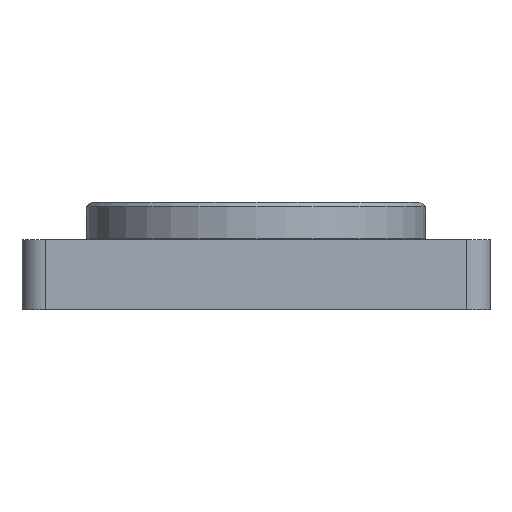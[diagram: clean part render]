
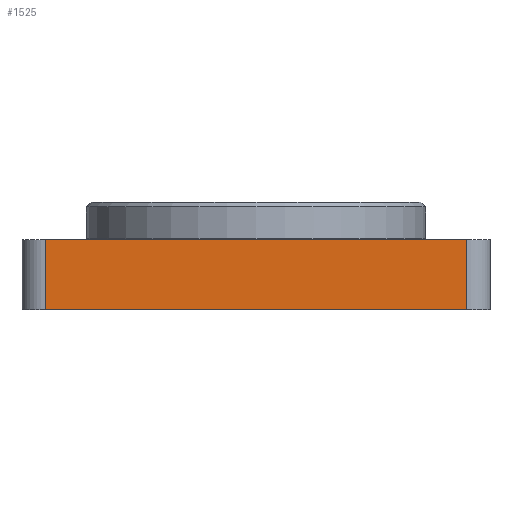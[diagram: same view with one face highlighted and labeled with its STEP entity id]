
A CAD part, front view. The second image highlights one B-rep face of the part: STEP entity #1525.
In plain terms, the highlighted planar face has unit normal (0, -1, 0).
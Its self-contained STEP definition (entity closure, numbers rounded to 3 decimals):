
#145 = DIRECTION ( 'NONE',  ( 1., 0., 0. ) ) ;
#230 = PLANE ( 'NONE',  #1401 ) ;
#232 = CARTESIAN_POINT ( 'NONE',  ( 50., -46., 15. ) ) ;
#236 = FACE_OUTER_BOUND ( 'NONE', #1011, .T. ) ;
#238 = DIRECTION ( 'NONE',  ( 0., 1., 0. ) ) ;
#239 = DIRECTION ( 'NONE',  ( -1., 0., 0. ) ) ;
#348 = LINE ( 'NONE', #353, #1407 ) ;
#353 = CARTESIAN_POINT ( 'NONE',  ( 50., -46., 15. ) ) ;
#534 = CARTESIAN_POINT ( 'NONE',  ( 45., -46., 15. ) ) ;
#567 = CARTESIAN_POINT ( 'NONE',  ( 45., -46., 0. ) ) ;
#574 = CARTESIAN_POINT ( 'NONE',  ( -45., -46., 0. ) ) ;
#603 = CARTESIAN_POINT ( 'NONE',  ( -45., -46., 15. ) ) ;
#611 = VECTOR ( 'NONE', #1202, 1000. ) ;
#639 = VECTOR ( 'NONE', #1257, 1000. ) ;
#640 = VECTOR ( 'NONE', #1260, 1000. ) ;
#676 = VERTEX_POINT ( 'NONE', #603 ) ;
#710 = VERTEX_POINT ( 'NONE', #574 ) ;
#717 = VERTEX_POINT ( 'NONE', #567 ) ;
#750 = VERTEX_POINT ( 'NONE', #534 ) ;
#812 = EDGE_CURVE ( 'NONE', #676, #750, #348, .T. ) ;
#1011 = EDGE_LOOP ( 'NONE', ( #1047, #1053, #1052, #1117 ) ) ;
#1047 = ORIENTED_EDGE ( 'NONE', *, *, #1455, .T. ) ;
#1052 = ORIENTED_EDGE ( 'NONE', *, *, #812, .F. ) ;
#1053 = ORIENTED_EDGE ( 'NONE', *, *, #1474, .T. ) ;
#1117 = ORIENTED_EDGE ( 'NONE', *, *, #1475, .T. ) ;
#1194 = CARTESIAN_POINT ( 'NONE',  ( 50., -46., 0. ) ) ;
#1197 = LINE ( 'NONE', #1194, #611 ) ;
#1202 = DIRECTION ( 'NONE',  ( 1., 0., 0. ) ) ;
#1255 = LINE ( 'NONE', #1256, #639 ) ;
#1256 = CARTESIAN_POINT ( 'NONE',  ( 45., -46., 15. ) ) ;
#1257 = DIRECTION ( 'NONE',  ( 0., 0., 1. ) ) ;
#1258 = LINE ( 'NONE', #1259, #640 ) ;
#1259 = CARTESIAN_POINT ( 'NONE',  ( -45., -46., 15. ) ) ;
#1260 = DIRECTION ( 'NONE',  ( 0., 0., -1. ) ) ;
#1401 = AXIS2_PLACEMENT_3D ( 'NONE', #232, #238, #239 ) ;
#1407 = VECTOR ( 'NONE', #145, 1000. ) ;
#1455 = EDGE_CURVE ( 'NONE', #710, #717, #1197, .T. ) ;
#1474 = EDGE_CURVE ( 'NONE', #717, #750, #1255, .T. ) ;
#1475 = EDGE_CURVE ( 'NONE', #676, #710, #1258, .T. ) ;
#1525 = ADVANCED_FACE ( 'NONE', ( #236 ), #230, .F. ) ;
